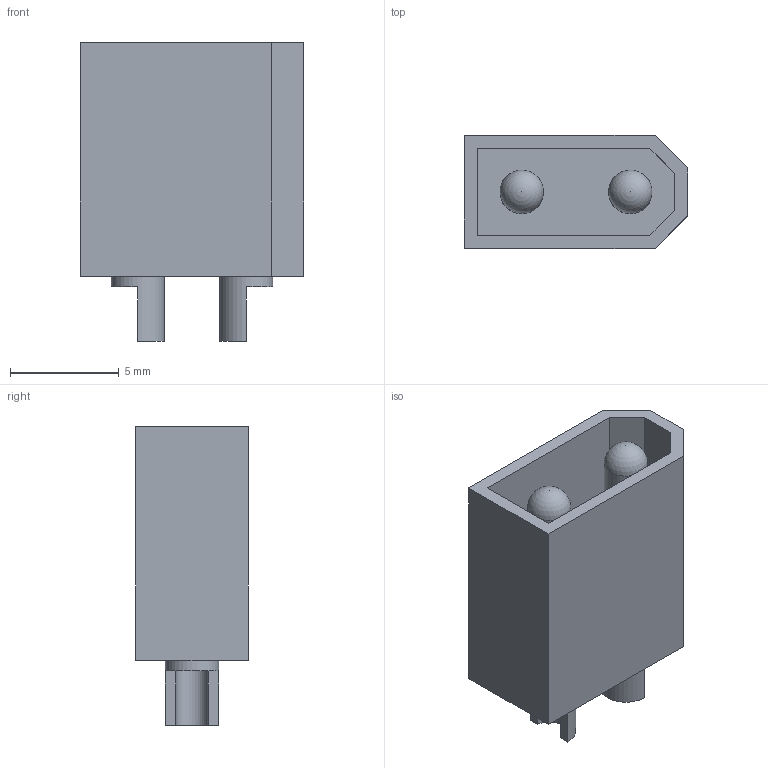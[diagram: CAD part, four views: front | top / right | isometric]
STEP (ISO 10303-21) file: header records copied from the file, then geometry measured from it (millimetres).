
FILE_DESCRIPTION(/* description */ (''),/* implementation_level */ '2;1');
FILE_NAME(/* name */ 'XT30U-M.step',/* time_stamp */ '2024-04-17T10:59:16-04:00',/* author */ (''),/* organization */ (''),/* preprocessor_version */ 'ST-DEVELOPER v20',/* originating_system */ 'Autodesk Translation Framework v12.20.1.177',/* authorisation */ '');
FILE_SCHEMA (('AUTOMOTIVE_DESIGN { 1 0 10303 214 3 1 1 }'));
Length unit declared in the file: millimetre
Products named in the file (1): XT30U-M
Bounding box: 10.3 x 5.2 x 13.75 mm (x, y, z)
Volume: 266.6 mm3; surface area: 836.8 mm2
Topology: 1 solids, 1 shells, 33 faces, 84 edges, 56 vertices
Faces by surface type: plane 25, cylinder 6, sphere 2
Full cylindrical faces by diameter (mm): 1.5 x2, 2 x2, 2.45 x2
Entity records: 1057 total; most frequent: DIRECTION 174, CARTESIAN_POINT 172, ORIENTED_EDGE 164, EDGE_CURVE 82, LINE 58, VECTOR 58, AXIS2_PLACEMENT_3D 58, VERTEX_POINT 56
